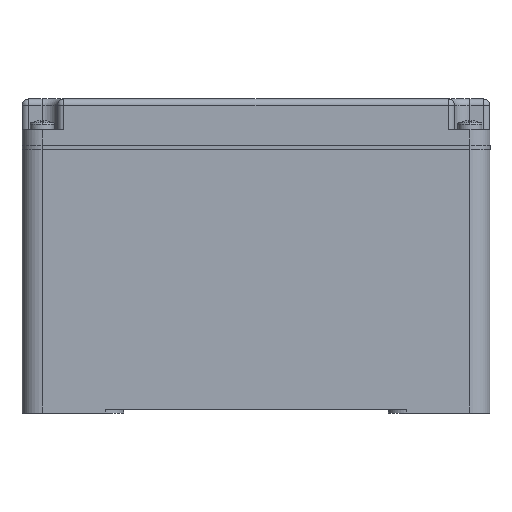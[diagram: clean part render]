
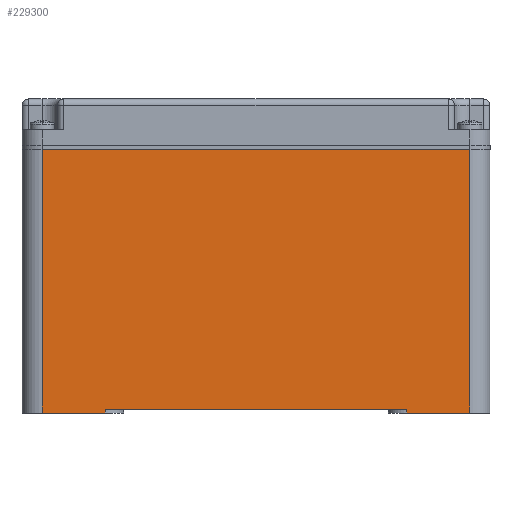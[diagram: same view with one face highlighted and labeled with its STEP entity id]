
A CAD part, front view. The second image highlights one B-rep face of the part: STEP entity #229300.
In plain terms, the highlighted planar face has unit normal (0, -1, 0).
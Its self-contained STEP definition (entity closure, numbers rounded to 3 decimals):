
#214630=CARTESIAN_POINT('',(107.966,-120.755,0.));
#214640=VERTEX_POINT('',#214630);
#214670=CARTESIAN_POINT('',(0.,-120.755,0.));
#214680=DIRECTION('',(1.,0.,0.));
#214690=VECTOR('',#214680,1.);
#214700=LINE('',#214670,#214690);
#214710=CARTESIAN_POINT('',(128.466,-120.755,0.));
#214720=VERTEX_POINT('',#214710);
#214730=EDGE_CURVE('',#214640,#214720,#214700,.T.);
#215620=CARTESIAN_POINT('',(-10.534,-120.755,0.));
#215630=VERTEX_POINT('',#215620);
#215660=CARTESIAN_POINT('',(9.966,-120.755,0.));
#215670=VERTEX_POINT('',#215660);
#215680=EDGE_CURVE('',#215630,#215670,#214700,.T.);
#219590=CARTESIAN_POINT('',(-10.534,-120.755,0.));
#219600=DIRECTION('',(0.,0.,1.));
#219610=VECTOR('',#219600,1.);
#219620=LINE('',#219590,#219610);
#219630=CARTESIAN_POINT('',(-10.534,-120.755,85.5));
#219640=VERTEX_POINT('',#219630);
#219650=EDGE_CURVE('',#215630,#219640,#219620,.T.);
#222980=CARTESIAN_POINT('',(9.966,-120.755,1.));
#222990=VERTEX_POINT('',#222980);
#223020=CARTESIAN_POINT('',(0.,-120.755,1.));
#223030=DIRECTION('',(-1.,0.,0.));
#223040=VECTOR('',#223030,1.);
#223050=LINE('',#223020,#223040);
#223060=CARTESIAN_POINT('',(107.966,-120.755,1.));
#223070=VERTEX_POINT('',#223060);
#223080=EDGE_CURVE('',#223070,#222990,#223050,.T.);
#228930=CARTESIAN_POINT('',(0.,-120.755,69.5));
#228940=DIRECTION('',(-0.,-1.,-0.));
#228950=DIRECTION('',(-1.,0.,0.));
#228960=AXIS2_PLACEMENT_3D('',#228930,#228940,#228950);
#228970=PLANE('',#228960);
#228980=CARTESIAN_POINT('',(107.966,-120.755,0.));
#228990=DIRECTION('',(0.,0.,1.));
#229000=VECTOR('',#228990,1.);
#229010=LINE('',#228980,#229000);
#229020=EDGE_CURVE('',#214640,#223070,#229010,.T.);
#229030=ORIENTED_EDGE('',*,*,#229020,.F.);
#229040=ORIENTED_EDGE('',*,*,#223080,.F.);
#229050=CARTESIAN_POINT('',(9.966,-120.755,0.));
#229060=DIRECTION('',(0.,0.,-1.));
#229070=VECTOR('',#229060,1.);
#229080=LINE('',#229050,#229070);
#229090=EDGE_CURVE('',#222990,#215670,#229080,.T.);
#229100=ORIENTED_EDGE('',*,*,#229090,.F.);
#229110=ORIENTED_EDGE('',*,*,#215680,.T.);
#229120=ORIENTED_EDGE('',*,*,#219650,.F.);
#229130=CARTESIAN_POINT('',(117.931,-120.755,85.5));
#229140=DIRECTION('',(-1.,0.,0.));
#229150=VECTOR('',#229140,1.);
#229160=LINE('',#229130,#229150);
#229170=CARTESIAN_POINT('',(128.466,-120.755,85.5));
#229180=VERTEX_POINT('',#229170);
#229190=EDGE_CURVE('',#229180,#219640,#229160,.T.);
#229200=ORIENTED_EDGE('',*,*,#229190,.T.);
#229210=CARTESIAN_POINT('',(128.466,-120.755,0.));
#229220=DIRECTION('',(0.,0.,1.));
#229230=VECTOR('',#229220,1.);
#229240=LINE('',#229210,#229230);
#229250=EDGE_CURVE('',#214720,#229180,#229240,.T.);
#229260=ORIENTED_EDGE('',*,*,#229250,.T.);
#229270=ORIENTED_EDGE('',*,*,#214730,.T.);
#229280=EDGE_LOOP('',(#229270,#229260,#229200,#229120,#229110,#229100,
#229040,#229030));
#229290=FACE_OUTER_BOUND('',#229280,.T.);
#229300=ADVANCED_FACE('',(#229290),#228970,.T.);
